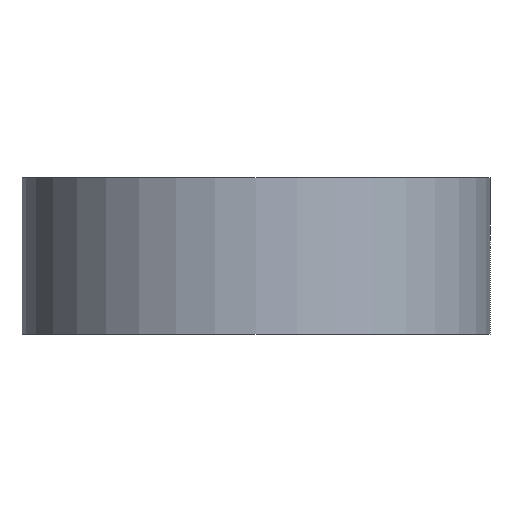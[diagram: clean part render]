
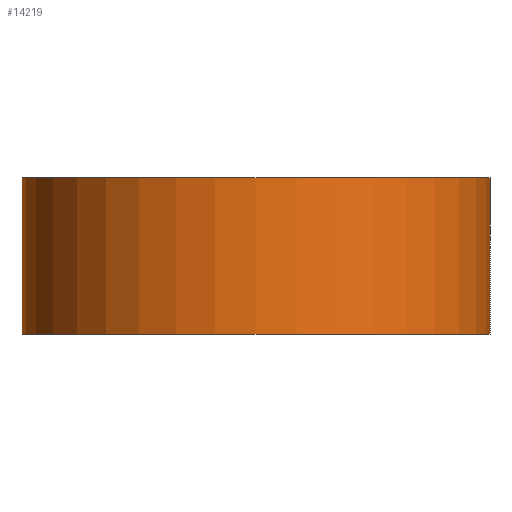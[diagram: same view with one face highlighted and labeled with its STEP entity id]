
A CAD part, left-side view. The second image highlights one B-rep face of the part: STEP entity #14219.
In plain terms, the highlighted cylindrical face has radius 48 mm (diameter 96 mm), a partial arc.
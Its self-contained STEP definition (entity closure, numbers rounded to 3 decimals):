
#426 = VERTEX_POINT ( 'NONE', #3518 ) ;
#1779 = VECTOR ( 'NONE', #6736, 1000. ) ;
#2144 = DIRECTION ( 'NONE',  ( 0., 0., -1. ) ) ;
#2635 = CARTESIAN_POINT ( 'NONE',  ( 0., 32., 48. ) ) ;
#2745 = ORIENTED_EDGE ( 'NONE', *, *, #2959, .F. ) ;
#2878 = EDGE_CURVE ( 'NONE', #7108, #14722, #5614, .T. ) ;
#2959 = EDGE_CURVE ( 'NONE', #16971, #426, #14238, .T. ) ;
#3518 = CARTESIAN_POINT ( 'NONE',  ( 0., 0., 48. ) ) ;
#3537 = AXIS2_PLACEMENT_3D ( 'NONE', #12285, #16288, #6863 ) ;
#3827 = FACE_OUTER_BOUND ( 'NONE', #11347, .T. ) ;
#5614 = LINE ( 'NONE', #10876, #1779 ) ;
#5626 = EDGE_CURVE ( 'NONE', #7108, #16971, #11993, .T. ) ;
#6273 = VECTOR ( 'NONE', #14188, 1000. ) ;
#6736 = DIRECTION ( 'NONE',  ( 0., -1., 0. ) ) ;
#6863 = DIRECTION ( 'NONE',  ( 0., 0., 1. ) ) ;
#6889 = AXIS2_PLACEMENT_3D ( 'NONE', #12233, #14846, #12171 ) ;
#7108 = VERTEX_POINT ( 'NONE', #8779 ) ;
#7345 = DIRECTION ( 'NONE',  ( 0., -1., 0. ) ) ;
#7878 = AXIS2_PLACEMENT_3D ( 'NONE', #15681, #7345, #2144 ) ;
#8779 = CARTESIAN_POINT ( 'NONE',  ( 0., 32., -48. ) ) ;
#10876 = CARTESIAN_POINT ( 'NONE',  ( 0., 32., -48. ) ) ;
#11296 = CIRCLE ( 'NONE', #6889, 48. ) ;
#11347 = EDGE_LOOP ( 'NONE', ( #2745, #13871, #16372, #13670 ) ) ;
#11993 = CIRCLE ( 'NONE', #3537, 48. ) ;
#12171 = DIRECTION ( 'NONE',  ( 0., 0., 1. ) ) ;
#12233 = CARTESIAN_POINT ( 'NONE',  ( 0., 0., 0. ) ) ;
#12285 = CARTESIAN_POINT ( 'NONE',  ( 0., 32., 0. ) ) ;
#13670 = ORIENTED_EDGE ( 'NONE', *, *, #17279, .T. ) ;
#13871 = ORIENTED_EDGE ( 'NONE', *, *, #5626, .F. ) ;
#14188 = DIRECTION ( 'NONE',  ( 0., -1., 0. ) ) ;
#14219 = ADVANCED_FACE ( 'NONE', ( #3827 ), #17605, .T. ) ;
#14238 = LINE ( 'NONE', #15543, #6273 ) ;
#14241 = CARTESIAN_POINT ( 'NONE',  ( 0., 0., -48. ) ) ;
#14722 = VERTEX_POINT ( 'NONE', #14241 ) ;
#14846 = DIRECTION ( 'NONE',  ( 0., 1., 0. ) ) ;
#15543 = CARTESIAN_POINT ( 'NONE',  ( 0., 32., 48. ) ) ;
#15681 = CARTESIAN_POINT ( 'NONE',  ( 0., 32., 0. ) ) ;
#16288 = DIRECTION ( 'NONE',  ( 0., 1., 0. ) ) ;
#16372 = ORIENTED_EDGE ( 'NONE', *, *, #2878, .T. ) ;
#16971 = VERTEX_POINT ( 'NONE', #2635 ) ;
#17279 = EDGE_CURVE ( 'NONE', #14722, #426, #11296, .T. ) ;
#17605 = CYLINDRICAL_SURFACE ( 'NONE', #7878, 48. ) ;
